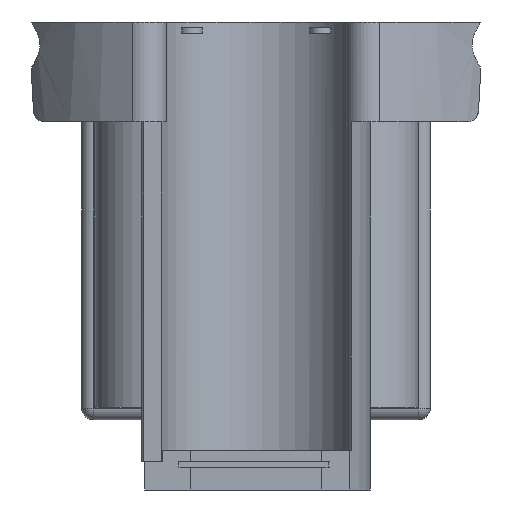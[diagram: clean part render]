
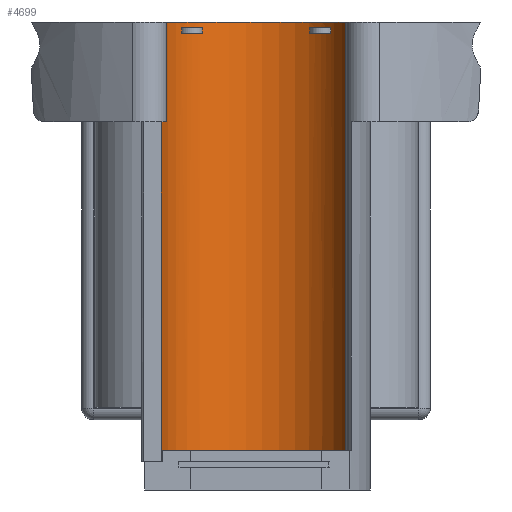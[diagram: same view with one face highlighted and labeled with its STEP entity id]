
A CAD part, left-side view. The second image highlights one B-rep face of the part: STEP entity #4699.
In plain terms, the highlighted cylindrical face has radius 8.5 mm (diameter 17 mm), a partial arc.
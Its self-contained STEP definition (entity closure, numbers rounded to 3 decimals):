
#37=FACE_BOUND('',#650,.T.);
#38=FACE_BOUND('',#651,.T.);
#384=FACE_OUTER_BOUND('',#649,.T.);
#649=EDGE_LOOP('',(#4205,#4206,#4207,#4208,#4209,#4210,#4211,#4212,#4213,
#4214,#4215,#4216));
#650=EDGE_LOOP('',(#4217,#4218,#4219,#4220));
#651=EDGE_LOOP('',(#4221,#4222,#4223,#4224));
#703=CIRCLE('',#4900,8.5);
#706=CIRCLE('',#4903,8.5);
#722=CIRCLE('',#4928,8.5);
#761=CIRCLE('',#5059,8.5);
#762=CIRCLE('',#5061,8.5);
#763=CIRCLE('',#5062,8.5);
#764=CIRCLE('',#5063,8.5);
#765=CIRCLE('',#5064,8.5);
#766=CIRCLE('',#5065,8.5);
#767=CIRCLE('',#5066,8.5);
#1340=LINE('',#13939,#1714);
#1349=LINE('',#13958,#1723);
#1350=LINE('',#13960,#1724);
#1351=LINE('',#13963,#1725);
#1352=LINE('',#13964,#1726);
#1353=LINE('',#13966,#1727);
#1354=LINE('',#13970,#1728);
#1355=LINE('',#13974,#1729);
#1356=LINE('',#13978,#1730);
#1357=LINE('',#13982,#1731);
#1714=VECTOR('',#6066,10.);
#1723=VECTOR('',#6087,10.);
#1724=VECTOR('',#6088,10.);
#1725=VECTOR('',#6091,10.);
#1726=VECTOR('',#6092,10.);
#1727=VECTOR('',#6093,10.);
#1728=VECTOR('',#6096,10.);
#1729=VECTOR('',#6099,10.);
#1730=VECTOR('',#6102,10.);
#1731=VECTOR('',#6105,10.);
#2006=VERTEX_POINT('',#10031);
#2007=VERTEX_POINT('',#10033);
#2012=VERTEX_POINT('',#10043);
#2013=VERTEX_POINT('',#10045);
#2074=VERTEX_POINT('',#10187);
#2075=VERTEX_POINT('',#10189);
#2188=VERTEX_POINT('',#13936);
#2189=VERTEX_POINT('',#13938);
#2193=VERTEX_POINT('',#13954);
#2194=VERTEX_POINT('',#13959);
#2195=VERTEX_POINT('',#13961);
#2196=VERTEX_POINT('',#13965);
#2197=VERTEX_POINT('',#13968);
#2198=VERTEX_POINT('',#13969);
#2199=VERTEX_POINT('',#13971);
#2200=VERTEX_POINT('',#13973);
#2201=VERTEX_POINT('',#13976);
#2202=VERTEX_POINT('',#13977);
#2203=VERTEX_POINT('',#13979);
#2204=VERTEX_POINT('',#13981);
#2576=EDGE_CURVE('',#2007,#2006,#703,.T.);
#2582=EDGE_CURVE('',#2013,#2012,#706,.T.);
#2655=EDGE_CURVE('',#2074,#2075,#722,.T.);
#2866=EDGE_CURVE('',#2189,#2188,#1340,.T.);
#2874=EDGE_CURVE('',#2188,#2193,#761,.T.);
#2876=EDGE_CURVE('',#2013,#2193,#1349,.T.);
#2877=EDGE_CURVE('',#2012,#2194,#1350,.T.);
#2878=EDGE_CURVE('',#2194,#2195,#762,.T.);
#2879=EDGE_CURVE('',#2195,#2007,#1351,.T.);
#2880=EDGE_CURVE('',#2006,#2075,#1352,.T.);
#2881=EDGE_CURVE('',#2074,#2196,#1353,.T.);
#2882=EDGE_CURVE('',#2189,#2196,#763,.T.);
#2883=EDGE_CURVE('',#2197,#2198,#1354,.T.);
#2884=EDGE_CURVE('',#2198,#2199,#764,.T.);
#2885=EDGE_CURVE('',#2199,#2200,#1355,.T.);
#2886=EDGE_CURVE('',#2200,#2197,#765,.T.);
#2887=EDGE_CURVE('',#2201,#2202,#1356,.T.);
#2888=EDGE_CURVE('',#2202,#2203,#766,.T.);
#2889=EDGE_CURVE('',#2203,#2204,#1357,.T.);
#2890=EDGE_CURVE('',#2204,#2201,#767,.T.);
#4205=ORIENTED_EDGE('',*,*,#2866,.T.);
#4206=ORIENTED_EDGE('',*,*,#2874,.T.);
#4207=ORIENTED_EDGE('',*,*,#2876,.F.);
#4208=ORIENTED_EDGE('',*,*,#2582,.T.);
#4209=ORIENTED_EDGE('',*,*,#2877,.T.);
#4210=ORIENTED_EDGE('',*,*,#2878,.T.);
#4211=ORIENTED_EDGE('',*,*,#2879,.T.);
#4212=ORIENTED_EDGE('',*,*,#2576,.T.);
#4213=ORIENTED_EDGE('',*,*,#2880,.T.);
#4214=ORIENTED_EDGE('',*,*,#2655,.F.);
#4215=ORIENTED_EDGE('',*,*,#2881,.T.);
#4216=ORIENTED_EDGE('',*,*,#2882,.F.);
#4217=ORIENTED_EDGE('',*,*,#2883,.T.);
#4218=ORIENTED_EDGE('',*,*,#2884,.T.);
#4219=ORIENTED_EDGE('',*,*,#2885,.T.);
#4220=ORIENTED_EDGE('',*,*,#2886,.T.);
#4221=ORIENTED_EDGE('',*,*,#2887,.T.);
#4222=ORIENTED_EDGE('',*,*,#2888,.T.);
#4223=ORIENTED_EDGE('',*,*,#2889,.T.);
#4224=ORIENTED_EDGE('',*,*,#2890,.T.);
#4465=CYLINDRICAL_SURFACE('',#5060,8.5);
#4699=ADVANCED_FACE('',(#384,#37,#38),#4465,.F.);
#4900=AXIS2_PLACEMENT_3D('',#10034,#5540,#5541);
#4903=AXIS2_PLACEMENT_3D('',#10046,#5549,#5550);
#4928=AXIS2_PLACEMENT_3D('',#10190,#5656,#5657);
#5059=AXIS2_PLACEMENT_3D('',#13955,#6082,#6083);
#5060=AXIS2_PLACEMENT_3D('',#13957,#6085,#6086);
#5061=AXIS2_PLACEMENT_3D('',#13962,#6089,#6090);
#5062=AXIS2_PLACEMENT_3D('',#13967,#6094,#6095);
#5063=AXIS2_PLACEMENT_3D('',#13972,#6097,#6098);
#5064=AXIS2_PLACEMENT_3D('',#13975,#6100,#6101);
#5065=AXIS2_PLACEMENT_3D('',#13980,#6103,#6104);
#5066=AXIS2_PLACEMENT_3D('',#13983,#6106,#6107);
#5540=DIRECTION('center_axis',(0.,0.,
1.));
#5541=DIRECTION('ref_axis',(1.,0.,0.));
#5549=DIRECTION('center_axis',(0.,0.,
1.));
#5550=DIRECTION('ref_axis',(1.,0.,0.));
#5656=DIRECTION('center_axis',(0.,0.,
1.));
#5657=DIRECTION('ref_axis',(1.,0.,0.));
#6066=DIRECTION('',(0.,0.,1.));
#6082=DIRECTION('center_axis',(0.,0.,-1.));
#6083=DIRECTION('ref_axis',(1.,0.,0.));
#6085=DIRECTION('center_axis',(0.,0.,-1.));
#6086=DIRECTION('ref_axis',(1.,0.,0.));
#6087=DIRECTION('',(0.,0.,-1.));
#6088=DIRECTION('',(0.,0.,-1.));
#6089=DIRECTION('center_axis',(0.,0.,
1.));
#6090=DIRECTION('ref_axis',(1.,0.,0.));
#6091=DIRECTION('',(0.,0.,1.));
#6092=DIRECTION('',(0.,0.,-1.));
#6093=DIRECTION('',(0.,0.,-1.));
#6094=DIRECTION('center_axis',(0.,0.,1.));
#6095=DIRECTION('ref_axis',(-0.375,-0.927,0.));
#6096=DIRECTION('',(0.,0.,1.));
#6097=DIRECTION('center_axis',(0.,0.,
-1.));
#6098=DIRECTION('ref_axis',(1.,0.,0.));
#6099=DIRECTION('',(0.,0.,-1.));
#6100=DIRECTION('center_axis',(0.,0.,
1.));
#6101=DIRECTION('ref_axis',(1.,0.,0.));
#6102=DIRECTION('',(0.,0.,1.));
#6103=DIRECTION('center_axis',(0.,0.,
-1.));
#6104=DIRECTION('ref_axis',(1.,0.,0.));
#6105=DIRECTION('',(0.,0.,-1.));
#6106=DIRECTION('center_axis',(0.,0.,
1.));
#6107=DIRECTION('ref_axis',(1.,0.,0.));
#10031=CARTESIAN_POINT('',(-17.499,7.878,0.));
#10033=CARTESIAN_POINT('',(-16.101,8.308,0.));
#10034=CARTESIAN_POINT('Origin',(-14.314,-0.002,
0.));
#10043=CARTESIAN_POINT('',(-12.101,8.205,0.));
#10045=CARTESIAN_POINT('',(-17.501,-7.882,0.));
#10046=CARTESIAN_POINT('Origin',(-14.314,-0.002,
0.));
#10187=CARTESIAN_POINT('',(-16.101,8.308,-8.75));
#10189=CARTESIAN_POINT('',(-17.499,7.878,-8.75));
#10190=CARTESIAN_POINT('Origin',(-14.314,-0.002,
-8.75));
#13936=CARTESIAN_POINT('',(-12.101,8.205,-37.5));
#13938=CARTESIAN_POINT('',(-12.101,8.205,-38.5));
#13939=CARTESIAN_POINT('',(-12.101,8.205,0.));
#13954=CARTESIAN_POINT('',(-17.501,-7.882,-37.5));
#13955=CARTESIAN_POINT('Origin',(-14.314,-0.002,
-37.5));
#13957=CARTESIAN_POINT('Origin',(-14.314,-0.002,
0.));
#13958=CARTESIAN_POINT('',(-17.501,-7.882,0.));
#13959=CARTESIAN_POINT('',(-12.101,8.205,-1.5));
#13960=CARTESIAN_POINT('',(-12.101,8.205,0.));
#13961=CARTESIAN_POINT('',(-16.101,8.308,-1.5));
#13962=CARTESIAN_POINT('Origin',(-14.314,-0.002,
-1.5));
#13963=CARTESIAN_POINT('',(-16.101,8.308,0.));
#13964=CARTESIAN_POINT('',(-17.499,7.878,0.));
#13965=CARTESIAN_POINT('',(-16.101,8.308,-38.5));
#13966=CARTESIAN_POINT('',(-16.101,8.308,-8.75));
#13967=CARTESIAN_POINT('Origin',(-14.314,-0.002,
-38.5));
#13968=CARTESIAN_POINT('',(-7.557,-5.16,-1.));
#13969=CARTESIAN_POINT('',(-7.557,-5.16,-0.5));
#13970=CARTESIAN_POINT('',(-7.557,-5.16,-0.5));
#13971=CARTESIAN_POINT('',(-8.91,-6.564,-0.5));
#13972=CARTESIAN_POINT('Origin',(-14.314,-0.002,
-0.5));
#13973=CARTESIAN_POINT('',(-8.91,-6.564,-1.));
#13974=CARTESIAN_POINT('',(-8.91,-6.564,-0.5));
#13975=CARTESIAN_POINT('Origin',(-14.314,-0.002,
-1.));
#13976=CARTESIAN_POINT('',(-8.868,6.525,-1.));
#13977=CARTESIAN_POINT('',(-8.868,6.525,-0.5));
#13978=CARTESIAN_POINT('',(-8.868,6.525,-0.5));
#13979=CARTESIAN_POINT('',(-7.507,5.089,-0.5));
#13980=CARTESIAN_POINT('Origin',(-14.314,-0.002,
-0.5));
#13981=CARTESIAN_POINT('',(-7.507,5.089,-1.));
#13982=CARTESIAN_POINT('',(-7.507,5.089,-0.5));
#13983=CARTESIAN_POINT('Origin',(-14.314,-0.002,
-1.));
